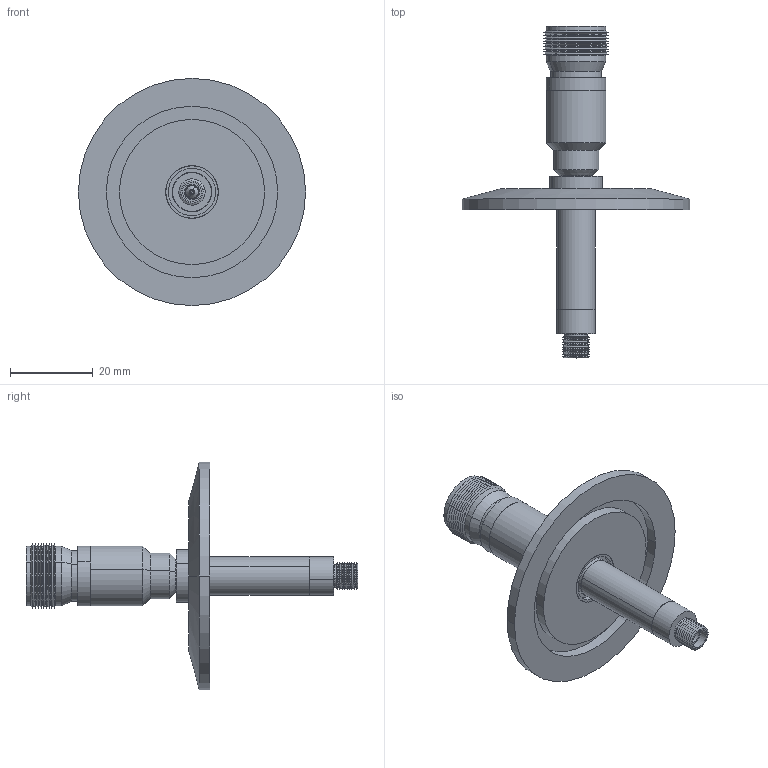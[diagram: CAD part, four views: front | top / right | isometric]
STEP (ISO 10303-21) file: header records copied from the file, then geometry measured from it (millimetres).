
FILE_DESCRIPTION (( 'STEP AP203' ), '1' );
FILE_NAME ('A8224-3-QF.STEP', '2013-11-08T21:01:41', ( '' ), ( '' ), 'SwSTEP 2.0', 'SolidWorks 2012', '' );
FILE_SCHEMA (( 'CONFIG_CONTROL_DESIGN' ));
Length unit declared in the file: inch
Products named in the file (1): A8224-3-QF
Bounding box: 54.86 x 80.14 x 54.86 mm (x, y, z)
Volume: 13766 mm3; surface area: 13825.2 mm2
Topology: 8 solids, 8 shells, 246 faces, 516 edges, 299 vertices
Faces by surface type: cone 111, cylinder 86, plane 47, torus 2
Entity records: 6598 total; most frequent: DIRECTION 1283, CARTESIAN_POINT 1070, ORIENTED_EDGE 1024, AXIS2_PLACEMENT_3D 528, EDGE_CURVE 512, VERTEX_POINT 299, CIRCLE 281, EDGE_LOOP 277
